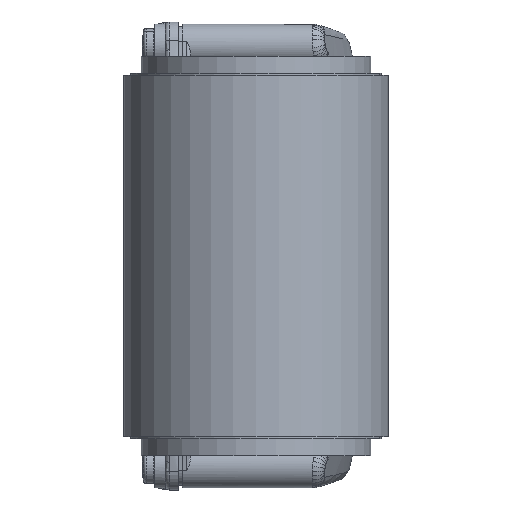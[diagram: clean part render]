
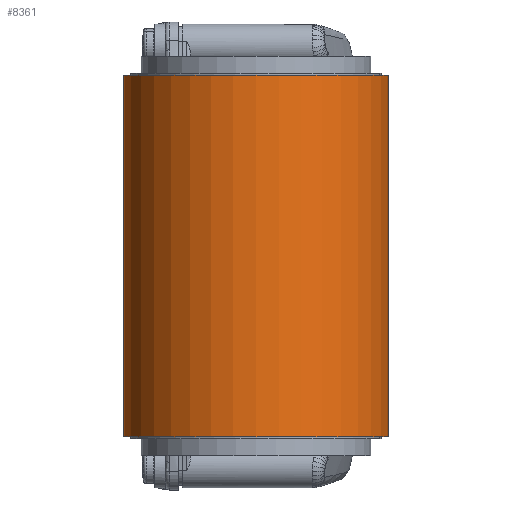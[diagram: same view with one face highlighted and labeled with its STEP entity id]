
A CAD part, front view. The second image highlights one B-rep face of the part: STEP entity #8361.
In plain terms, the highlighted cylindrical face has radius 31.15 mm (diameter 62.3 mm), a partial arc.
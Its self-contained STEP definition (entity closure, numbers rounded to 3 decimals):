
#944 = ORIENTED_EDGE ( 'NONE', *, *, #14064, .T. ) ;
#1179 = DIRECTION ( 'NONE',  ( 1., 0., 0. ) ) ;
#2339 = CYLINDRICAL_SURFACE ( 'NONE', #6144, 31.15 ) ;
#3123 = FACE_OUTER_BOUND ( 'NONE', #10870, .T. ) ;
#4378 = LINE ( 'NONE', #31756, #29946 ) ;
#5156 = ORIENTED_EDGE ( 'NONE', *, *, #19266, .F. ) ;
#5422 = EDGE_CURVE ( 'NONE', #24900, #24481, #7326, .T. ) ;
#6144 = AXIS2_PLACEMENT_3D ( 'NONE', #29455, #12137, #9630 ) ;
#6341 = DIRECTION ( 'NONE',  ( 0., 0., 1. ) ) ;
#6556 = DIRECTION ( 'NONE',  ( 0., 0., -1. ) ) ;
#6826 = CARTESIAN_POINT ( 'NONE',  ( 31.15, 0., 85. ) ) ;
#7326 = LINE ( 'NONE', #19754, #27151 ) ;
#7649 = ORIENTED_EDGE ( 'NONE', *, *, #5422, .F. ) ;
#8361 = ADVANCED_FACE ( 'NONE', ( #3123 ), #2339, .T. ) ;
#9630 = DIRECTION ( 'NONE',  ( -1., 0., 0. ) ) ;
#10870 = EDGE_LOOP ( 'NONE', ( #7649, #5156, #944, #29110 ) ) ;
#12137 = DIRECTION ( 'NONE',  ( 0., 0., -1. ) ) ;
#12750 = VERTEX_POINT ( 'NONE', #22540 ) ;
#13873 = AXIS2_PLACEMENT_3D ( 'NONE', #30834, #16036, #1179 ) ;
#14064 = EDGE_CURVE ( 'NONE', #24890, #12750, #4378, .T. ) ;
#16036 = DIRECTION ( 'NONE',  ( 0., 0., 1. ) ) ;
#17830 = EDGE_CURVE ( 'NONE', #12750, #24481, #30125, .T. ) ;
#19266 = EDGE_CURVE ( 'NONE', #24890, #24900, #30832, .T. ) ;
#19654 = DIRECTION ( 'NONE',  ( 0., 0., -1. ) ) ;
#19754 = CARTESIAN_POINT ( 'NONE',  ( 31.15, 0., 85. ) ) ;
#21222 = CARTESIAN_POINT ( 'NONE',  ( 0., 0., 0. ) ) ;
#21701 = CARTESIAN_POINT ( 'NONE',  ( -31.15, 0., 85. ) ) ;
#22540 = CARTESIAN_POINT ( 'NONE',  ( -31.15, 0., 0. ) ) ;
#22586 = CARTESIAN_POINT ( 'NONE',  ( 31.15, 0., 0. ) ) ;
#23733 = DIRECTION ( 'NONE',  ( 1., 0., 0. ) ) ;
#24481 = VERTEX_POINT ( 'NONE', #22586 ) ;
#24890 = VERTEX_POINT ( 'NONE', #21701 ) ;
#24900 = VERTEX_POINT ( 'NONE', #6826 ) ;
#27151 = VECTOR ( 'NONE', #19654, 1000. ) ;
#29110 = ORIENTED_EDGE ( 'NONE', *, *, #17830, .T. ) ;
#29455 = CARTESIAN_POINT ( 'NONE',  ( 0., 0., 85. ) ) ;
#29946 = VECTOR ( 'NONE', #6556, 1000. ) ;
#30125 = CIRCLE ( 'NONE', #30819, 31.15 ) ;
#30819 = AXIS2_PLACEMENT_3D ( 'NONE', #21222, #6341, #23733 ) ;
#30832 = CIRCLE ( 'NONE', #13873, 31.15 ) ;
#30834 = CARTESIAN_POINT ( 'NONE',  ( 0., 0., 85. ) ) ;
#31756 = CARTESIAN_POINT ( 'NONE',  ( -31.15, 0., 85. ) ) ;
